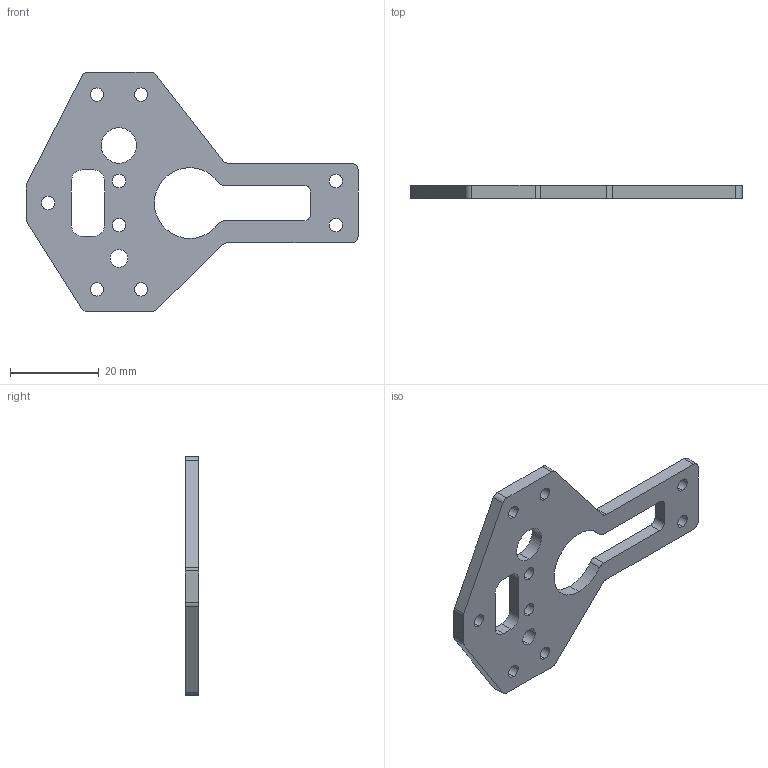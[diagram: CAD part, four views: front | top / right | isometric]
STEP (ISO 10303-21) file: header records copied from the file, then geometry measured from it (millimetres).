
FILE_DESCRIPTION (( 'STEP AP203' ), '1' );
FILE_NAME ('[Fix 1] 1.Ref - Capit 3_Default_sldprt.STEP', '2023-11-06T02:32:49', ( '' ), ( '' ), 'SwSTEP 2.0', 'SolidWorks 2023', '' );
FILE_SCHEMA (( 'CONFIG_CONTROL_DESIGN' ));
Length unit declared in the file: millimetre
Products named in the file (1): [Fix 1] 1.Ref - Capit 3_Default_sldprt
Bounding box: 75 x 3 x 54 mm (x, y, z)
Volume: 5369.4 mm3; surface area: 4987.9 mm2
Topology: 1 solids, 1 shells, 62 faces, 180 edges, 120 vertices
Faces by surface type: cylinder 43, plane 19
Entity records: 2219 total; most frequent: DIRECTION 392, CARTESIAN_POINT 363, ORIENTED_EDGE 360, EDGE_CURVE 180, AXIS2_PLACEMENT_3D 149, VERTEX_POINT 120, VECTOR 94, LINE 94
